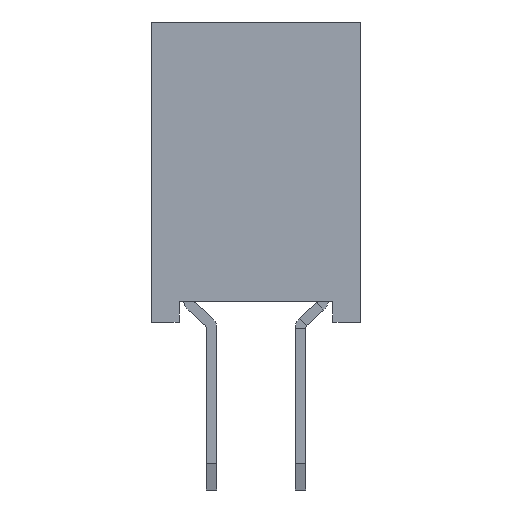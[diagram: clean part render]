
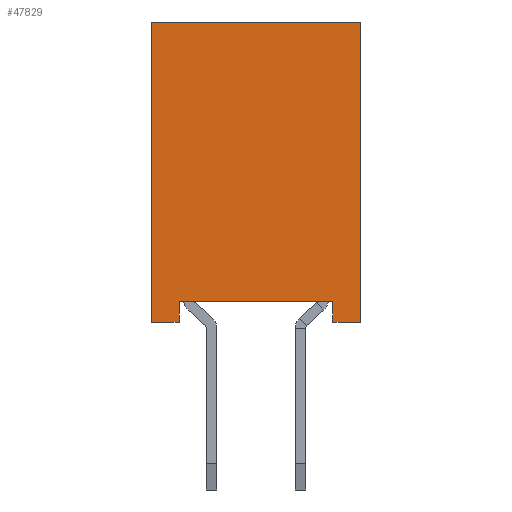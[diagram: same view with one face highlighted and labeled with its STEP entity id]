
A CAD part, left-side view. The second image highlights one B-rep face of the part: STEP entity #47829.
In plain terms, the highlighted planar face has unit normal (-1, 0, 0).
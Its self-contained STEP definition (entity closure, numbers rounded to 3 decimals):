
#321 = CARTESIAN_POINT ( 'NONE',  ( -12.875, 1.1, 0. ) ) ;
#677 = CARTESIAN_POINT ( 'NONE',  ( -12.875, 1.5, 4.3 ) ) ;
#873 = ORIENTED_EDGE ( 'NONE', *, *, #49516, .F. ) ;
#2012 = LINE ( 'NONE', #6132, #5732 ) ;
#2178 = VERTEX_POINT ( 'NONE', #17179 ) ;
#4554 = ORIENTED_EDGE ( 'NONE', *, *, #35487, .F. ) ;
#4761 = EDGE_CURVE ( 'NONE', #27210, #2178, #4929, .T. ) ;
#4929 = LINE ( 'NONE', #52386, #27454 ) ;
#5510 = DIRECTION ( 'NONE',  ( 0., 1., 0. ) ) ;
#5670 = ORIENTED_EDGE ( 'NONE', *, *, #4761, .F. ) ;
#5732 = VECTOR ( 'NONE', #5510, 1000. ) ;
#6132 = CARTESIAN_POINT ( 'NONE',  ( -12.875, 1.1, 0.3 ) ) ;
#6717 = VECTOR ( 'NONE', #20832, 1000. ) ;
#7490 = DIRECTION ( 'NONE',  ( 0., -1., 0. ) ) ;
#8442 = EDGE_CURVE ( 'NONE', #47914, #40549, #18128, .T. ) ;
#9635 = DIRECTION ( 'NONE',  ( 0., -1., 0. ) ) ;
#9644 = VERTEX_POINT ( 'NONE', #39011 ) ;
#10205 = VECTOR ( 'NONE', #31861, 1000. ) ;
#11091 = LINE ( 'NONE', #44714, #6717 ) ;
#14721 = VERTEX_POINT ( 'NONE', #46559 ) ;
#16555 = EDGE_CURVE ( 'NONE', #14721, #9644, #41429, .T. ) ;
#17179 = CARTESIAN_POINT ( 'NONE',  ( -12.875, -1.5, 4.3 ) ) ;
#17386 = CARTESIAN_POINT ( 'NONE',  ( -12.875, -1.5, 4.3 ) ) ;
#17499 = CARTESIAN_POINT ( 'NONE',  ( -12.875, -1.5, 0. ) ) ;
#18128 = LINE ( 'NONE', #17499, #55246 ) ;
#20832 = DIRECTION ( 'NONE',  ( 0., 0., 1. ) ) ;
#21167 = PLANE ( 'NONE',  #34690 ) ;
#23212 = VECTOR ( 'NONE', #57534, 1000. ) ;
#23603 = LINE ( 'NONE', #321, #23212 ) ;
#26402 = CARTESIAN_POINT ( 'NONE',  ( -12.875, -1.5, 4.3 ) ) ;
#26674 = CARTESIAN_POINT ( 'NONE',  ( -12.875, -1.5, 0. ) ) ;
#27210 = VERTEX_POINT ( 'NONE', #677 ) ;
#27454 = VECTOR ( 'NONE', #9635, 1000. ) ;
#28462 = CARTESIAN_POINT ( 'NONE',  ( -12.875, 1.1, 0.3 ) ) ;
#30412 = ORIENTED_EDGE ( 'NONE', *, *, #43655, .T. ) ;
#30588 = FACE_OUTER_BOUND ( 'NONE', #34515, .T. ) ;
#30845 = VECTOR ( 'NONE', #7490, 1000. ) ;
#30971 = ORIENTED_EDGE ( 'NONE', *, *, #44433, .F. ) ;
#31861 = DIRECTION ( 'NONE',  ( 0., 0., -1. ) ) ;
#33314 = ORIENTED_EDGE ( 'NONE', *, *, #16555, .T. ) ;
#34515 = EDGE_LOOP ( 'NONE', ( #33314, #36835, #873, #4554, #54170, #30971, #5670, #30412 ) ) ;
#34623 = CARTESIAN_POINT ( 'NONE',  ( -12.875, -1.1, 0.3 ) ) ;
#34690 = AXIS2_PLACEMENT_3D ( 'NONE', #17386, #36249, #40341 ) ;
#35487 = EDGE_CURVE ( 'NONE', #47914, #48051, #11091, .T. ) ;
#36249 = DIRECTION ( 'NONE',  ( 1., 0., 0. ) ) ;
#36835 = ORIENTED_EDGE ( 'NONE', *, *, #43090, .F. ) ;
#39011 = CARTESIAN_POINT ( 'NONE',  ( -12.875, 1.1, 0. ) ) ;
#40341 = DIRECTION ( 'NONE',  ( 0., 0., -1. ) ) ;
#40549 = VERTEX_POINT ( 'NONE', #44569 ) ;
#40828 = DIRECTION ( 'NONE',  ( 0., 0., -1. ) ) ;
#41429 = LINE ( 'NONE', #26674, #30845 ) ;
#41686 = DIRECTION ( 'NONE',  ( 0., -1., 0. ) ) ;
#43090 = EDGE_CURVE ( 'NONE', #57205, #9644, #23603, .T. ) ;
#43655 = EDGE_CURVE ( 'NONE', #27210, #14721, #54791, .T. ) ;
#44433 = EDGE_CURVE ( 'NONE', #2178, #40549, #60002, .T. ) ;
#44569 = CARTESIAN_POINT ( 'NONE',  ( -12.875, -1.5, 0. ) ) ;
#44714 = CARTESIAN_POINT ( 'NONE',  ( -12.875, -1.1, 0.3 ) ) ;
#46559 = CARTESIAN_POINT ( 'NONE',  ( -12.875, 1.5, 0. ) ) ;
#47829 = ADVANCED_FACE ( 'NONE', ( #30588 ), #21167, .F. ) ;
#47914 = VERTEX_POINT ( 'NONE', #52245 ) ;
#48051 = VERTEX_POINT ( 'NONE', #34623 ) ;
#48420 = VECTOR ( 'NONE', #40828, 1000. ) ;
#49516 = EDGE_CURVE ( 'NONE', #48051, #57205, #2012, .T. ) ;
#52245 = CARTESIAN_POINT ( 'NONE',  ( -12.875, -1.1, 0. ) ) ;
#52386 = CARTESIAN_POINT ( 'NONE',  ( -12.875, -1.5, 4.3 ) ) ;
#54170 = ORIENTED_EDGE ( 'NONE', *, *, #8442, .T. ) ;
#54791 = LINE ( 'NONE', #60158, #10205 ) ;
#55246 = VECTOR ( 'NONE', #41686, 1000. ) ;
#57205 = VERTEX_POINT ( 'NONE', #28462 ) ;
#57534 = DIRECTION ( 'NONE',  ( 0., 0., -1. ) ) ;
#60002 = LINE ( 'NONE', #26402, #48420 ) ;
#60158 = CARTESIAN_POINT ( 'NONE',  ( -12.875, 1.5, 4.3 ) ) ;
